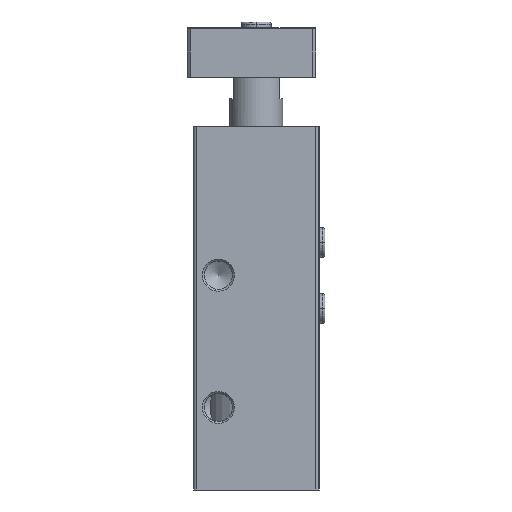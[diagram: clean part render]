
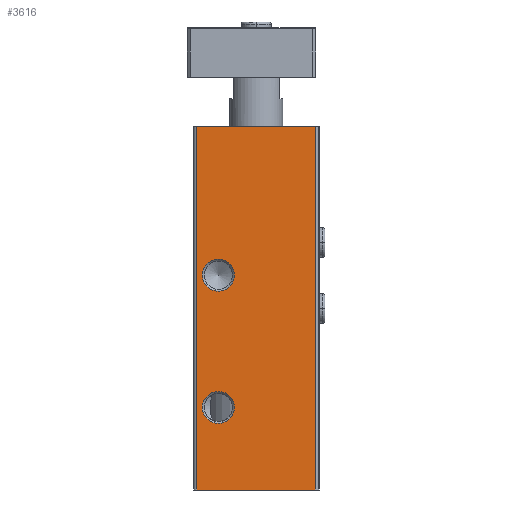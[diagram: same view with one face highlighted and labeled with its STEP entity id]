
A CAD part, left-side view. The second image highlights one B-rep face of the part: STEP entity #3616.
In plain terms, the highlighted planar face has unit normal (-1, 0, 0).
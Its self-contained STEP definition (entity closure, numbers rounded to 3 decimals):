
#71=LINE('',#5537,#333);
#72=LINE('',#5540,#334);
#73=LINE('',#5542,#335);
#74=LINE('',#5544,#336);
#333=VECTOR('',#4372,1000.);
#334=VECTOR('',#4373,1000.);
#335=VECTOR('',#4374,1000.);
#336=VECTOR('',#4375,1000.);
#595=PLANE('',#3917);
#754=CIRCLE('',#3918,4.864);
#755=CIRCLE('',#3919,4.864);
#953=ORIENTED_EDGE('',*,*,#1936,.T.);
#954=ORIENTED_EDGE('',*,*,#1937,.T.);
#955=ORIENTED_EDGE('',*,*,#1938,.F.);
#956=ORIENTED_EDGE('',*,*,#1939,.F.);
#957=ORIENTED_EDGE('',*,*,#1940,.T.);
#958=ORIENTED_EDGE('',*,*,#1941,.T.);
#1936=EDGE_CURVE('',#2427,#2427,#754,.T.);
#1937=EDGE_CURVE('',#2428,#2428,#755,.T.);
#1938=EDGE_CURVE('',#2429,#2430,#71,.T.);
#1939=EDGE_CURVE('',#2431,#2429,#72,.T.);
#1940=EDGE_CURVE('',#2431,#2432,#73,.T.);
#1941=EDGE_CURVE('',#2432,#2430,#74,.T.);
#2427=VERTEX_POINT('',#5534);
#2428=VERTEX_POINT('',#5536);
#2429=VERTEX_POINT('',#5538);
#2430=VERTEX_POINT('',#5539);
#2431=VERTEX_POINT('',#5541);
#2432=VERTEX_POINT('',#5543);
#2828=EDGE_LOOP('',(#953));
#2829=EDGE_LOOP('',(#954));
#2830=EDGE_LOOP('',(#955,#956,#957,#958));
#3179=FACE_BOUND('',#2828,.T.);
#3180=FACE_BOUND('',#2829,.T.);
#3181=FACE_BOUND('',#2830,.T.);
#3616=ADVANCED_FACE('',(#3179,#3180,#3181),#595,.T.);
#3917=AXIS2_PLACEMENT_3D('',#5532,#4366,#4367);
#3918=AXIS2_PLACEMENT_3D('',#5533,#4368,#4369);
#3919=AXIS2_PLACEMENT_3D('',#5535,#4370,#4371);
#4366=DIRECTION('',(-1.,0.,0.));
#4367=DIRECTION('',(0.,0.,1.));
#4368=DIRECTION('',(1.,0.,0.));
#4369=DIRECTION('',(0.,0.,-1.));
#4370=DIRECTION('',(1.,0.,0.));
#4371=DIRECTION('',(0.,0.,-1.));
#4372=DIRECTION('',(0.,-1.,0.));
#4373=DIRECTION('',(0.,0.,1.));
#4374=DIRECTION('',(0.,-1.,0.));
#4375=DIRECTION('',(0.,0.,1.));
#5532=CARTESIAN_POINT('',(-49.,18.,-110.));
#5533=CARTESIAN_POINT('',(-49.,11.5,-85.));
#5534=CARTESIAN_POINT('',(-49.,11.5,-89.864));
#5535=CARTESIAN_POINT('',(-49.,11.5,-44.9));
#5536=CARTESIAN_POINT('',(-49.,11.5,-49.764));
#5537=CARTESIAN_POINT('',(-49.,18.,0.));
#5538=CARTESIAN_POINT('',(-49.,18.,0.));
#5539=CARTESIAN_POINT('',(-49.,-17.8,0.));
#5540=CARTESIAN_POINT('',(-49.,18.,-110.));
#5541=CARTESIAN_POINT('',(-49.,18.,-110.));
#5542=CARTESIAN_POINT('',(-49.,18.,-110.));
#5543=CARTESIAN_POINT('',(-49.,-17.8,-110.));
#5544=CARTESIAN_POINT('',(-49.,-17.8,-110.));
